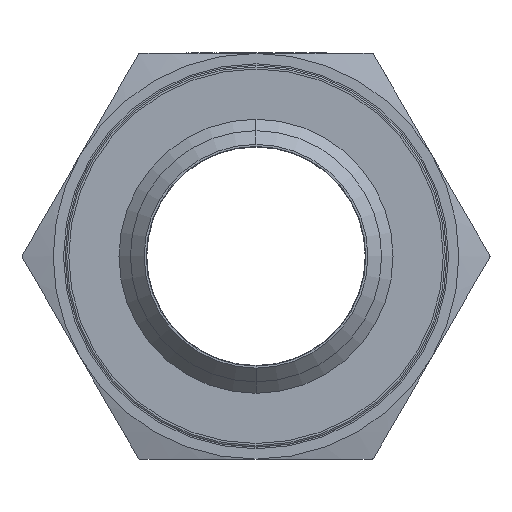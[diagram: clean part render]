
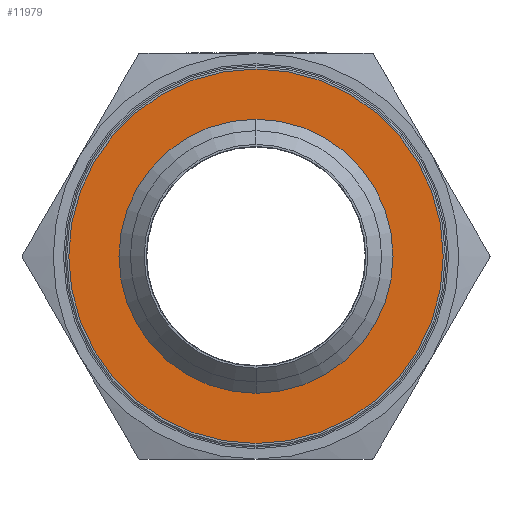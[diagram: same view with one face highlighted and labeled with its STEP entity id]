
A CAD part, left-side view. The second image highlights one B-rep face of the part: STEP entity #11979.
In plain terms, the highlighted planar face has unit normal (-1, 0, 0).
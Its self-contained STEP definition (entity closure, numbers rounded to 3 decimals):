
#23 = DIRECTION ( 'NONE',  ( 1., 0., 0. ) ) ;
#162 = DIRECTION ( 'NONE',  ( -1., 0., 0. ) ) ;
#540 = ORIENTED_EDGE ( 'NONE', *, *, #5156, .T. ) ;
#600 = CIRCLE ( 'NONE', #953, 36. ) ;
#840 = CARTESIAN_POINT ( 'NONE',  ( -11.95, 0., -36. ) ) ;
#864 = AXIS2_PLACEMENT_3D ( 'NONE', #11345, #2041, #12534 ) ;
#953 = AXIS2_PLACEMENT_3D ( 'NONE', #9389, #7384, #1088 ) ;
#1088 = DIRECTION ( 'NONE',  ( 0., 0., 1. ) ) ;
#1218 = DIRECTION ( 'NONE',  ( 0., 0., 1. ) ) ;
#1481 = AXIS2_PLACEMENT_3D ( 'NONE', #12662, #23, #2160 ) ;
#1892 = ORIENTED_EDGE ( 'NONE', *, *, #11072, .T. ) ;
#2041 = DIRECTION ( 'NONE',  ( 1., 0., 0. ) ) ;
#2160 = DIRECTION ( 'NONE',  ( 0., 0., 1. ) ) ;
#2675 = EDGE_LOOP ( 'NONE', ( #1892, #3843 ) ) ;
#2946 = EDGE_LOOP ( 'NONE', ( #540, #7702 ) ) ;
#3529 = CARTESIAN_POINT ( 'NONE',  ( -11.95, 0., -26.35 ) ) ;
#3840 = AXIS2_PLACEMENT_3D ( 'NONE', #5280, #4154, #6280 ) ;
#3843 = ORIENTED_EDGE ( 'NONE', *, *, #12853, .T. ) ;
#4154 = DIRECTION ( 'NONE',  ( 1., 0., 0. ) ) ;
#4605 = VERTEX_POINT ( 'NONE', #11182 ) ;
#4621 = VERTEX_POINT ( 'NONE', #9107 ) ;
#5156 = EDGE_CURVE ( 'NONE', #4621, #11984, #600, .T. ) ;
#5280 = CARTESIAN_POINT ( 'NONE',  ( -11.95, 0., 0. ) ) ;
#6250 = AXIS2_PLACEMENT_3D ( 'NONE', #12793, #162, #1218 ) ;
#6280 = DIRECTION ( 'NONE',  ( 0., 0., 1. ) ) ;
#7384 = DIRECTION ( 'NONE',  ( -1., 0., 0. ) ) ;
#7702 = ORIENTED_EDGE ( 'NONE', *, *, #12897, .T. ) ;
#7967 = VERTEX_POINT ( 'NONE', #3529 ) ;
#7981 = CIRCLE ( 'NONE', #6250, 36. ) ;
#9107 = CARTESIAN_POINT ( 'NONE',  ( -11.95, 0., 36. ) ) ;
#9226 = PLANE ( 'NONE',  #864 ) ;
#9389 = CARTESIAN_POINT ( 'NONE',  ( -11.95, 0., 0. ) ) ;
#10512 = CIRCLE ( 'NONE', #3840, 26.35 ) ;
#10809 = CIRCLE ( 'NONE', #1481, 26.35 ) ;
#11072 = EDGE_CURVE ( 'NONE', #4605, #7967, #10512, .T. ) ;
#11182 = CARTESIAN_POINT ( 'NONE',  ( -11.95, 0., 26.35 ) ) ;
#11322 = FACE_BOUND ( 'NONE', #2675, .T. ) ;
#11345 = CARTESIAN_POINT ( 'NONE',  ( -11.95, 0., 0. ) ) ;
#11979 = ADVANCED_FACE ( 'NONE', ( #11322, #12311 ), #9226, .F. ) ;
#11984 = VERTEX_POINT ( 'NONE', #840 ) ;
#12311 = FACE_OUTER_BOUND ( 'NONE', #2946, .T. ) ;
#12534 = DIRECTION ( 'NONE',  ( 0., 1., 0. ) ) ;
#12662 = CARTESIAN_POINT ( 'NONE',  ( -11.95, 0., 0. ) ) ;
#12793 = CARTESIAN_POINT ( 'NONE',  ( -11.95, 0., 0. ) ) ;
#12853 = EDGE_CURVE ( 'NONE', #7967, #4605, #10809, .T. ) ;
#12897 = EDGE_CURVE ( 'NONE', #11984, #4621, #7981, .T. ) ;
